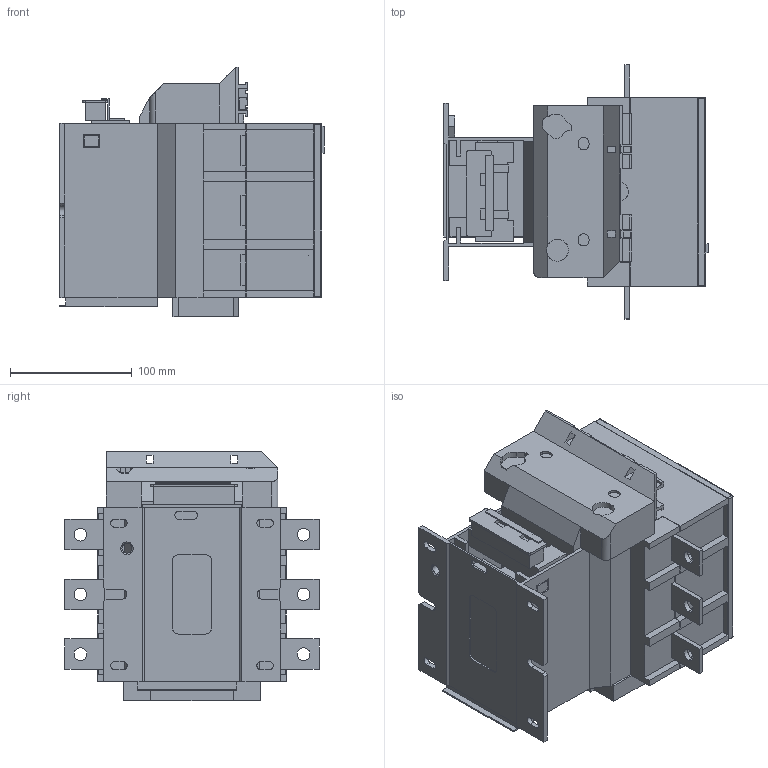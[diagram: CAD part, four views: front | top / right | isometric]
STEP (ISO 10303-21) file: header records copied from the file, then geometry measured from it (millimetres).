
FILE_DESCRIPTION (( 'STEP AP214' ), '1' );
FILE_NAME ('BLC1F330G7.STEP', '2023-04-18T05:19:44', ( '' ), ( '' ), 'SwSTEP 2.0', 'SolidWorks 2021', '' );
FILE_SCHEMA (( 'AUTOMOTIVE_DESIGN' ));
Length unit declared in the file: millimetre
Products named in the file (1): BLC1F330G7
Bounding box: 217 x 208.6 x 204.8 mm (x, y, z)
Volume: 3615049.7 mm3; surface area: 393475.2 mm2
Topology: 5 solids, 5 shells, 541 faces, 1511 edges, 989 vertices
Faces by surface type: plane 459, cylinder 76, sphere 4, cone 2
Entity records: 17246 total; most frequent: CARTESIAN_POINT 3080, ORIENTED_EDGE 3014, DIRECTION 2738, EDGE_CURVE 1507, LINE 1348, VECTOR 1348, VERTEX_POINT 989, AXIS2_PLACEMENT_3D 695
